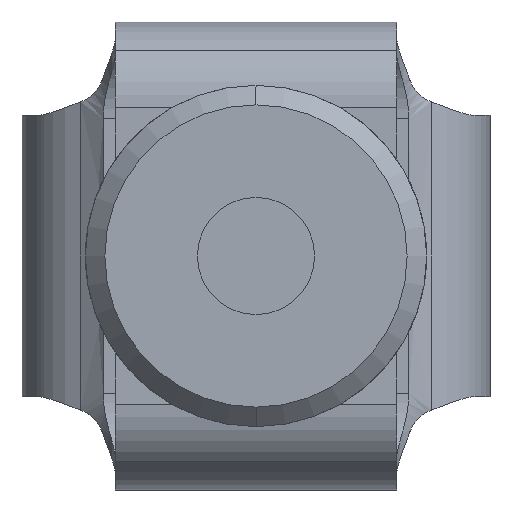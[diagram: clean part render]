
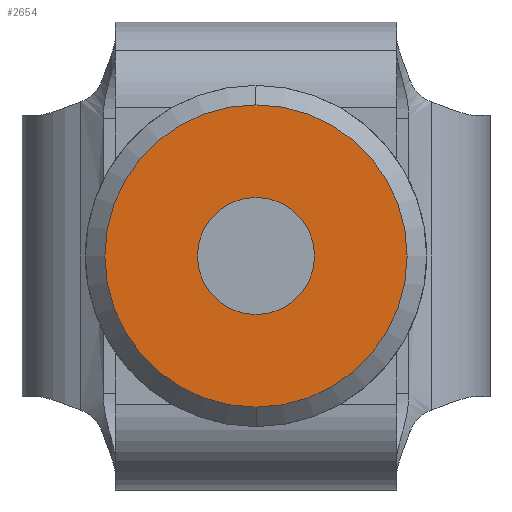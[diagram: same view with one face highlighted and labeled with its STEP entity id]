
A CAD part, front view. The second image highlights one B-rep face of the part: STEP entity #2654.
In plain terms, the highlighted planar face has unit normal (0, -1, 0).
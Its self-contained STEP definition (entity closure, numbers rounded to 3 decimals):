
#1059=CARTESIAN_POINT('',(0.,-15.,0.));
#1060=DIRECTION('',(0.,-1.,0.));
#1061=DIRECTION('',(0.,0.,-1.));
#1062=AXIS2_PLACEMENT_3D('',#1059,#1060,#1061);
#1073=CARTESIAN_POINT('',(0.,-15.,0.));
#1074=DIRECTION('',(0.,1.,0.));
#1075=DIRECTION('',(0.,0.,-1.));
#1076=AXIS2_PLACEMENT_3D('',#1073,#1074,#1075);
#1082=CARTESIAN_POINT('',(0.,-15.,0.));
#1083=DIRECTION('',(0.,-1.,0.));
#1084=DIRECTION('',(-1.,0.,0.));
#1085=AXIS2_PLACEMENT_3D('',#1082,#1083,#1084);
#1087=CARTESIAN_POINT('',(0.,-15.,0.));
#1088=DIRECTION('',(0.,-1.,0.));
#1089=DIRECTION('',(1.,0.,0.));
#1090=AXIS2_PLACEMENT_3D('',#1087,#1088,#1089);
#1406=CARTESIAN_POINT('',(0.,-15.,-7.75));
#1407=CARTESIAN_POINT('',(0.,-15.,7.75));
#1408=VERTEX_POINT('',#1406);
#1409=VERTEX_POINT('',#1407);
#1414=CARTESIAN_POINT('',(-3.,-15.,0.));
#1415=CARTESIAN_POINT('',(3.,-15.,0.));
#1416=VERTEX_POINT('',#1414);
#1417=VERTEX_POINT('',#1415);
#2639=CARTESIAN_POINT('',(0.,-15.,0.));
#2640=DIRECTION('',(0.,-1.,0.));
#2641=DIRECTION('',(0.,0.,1.));
#2642=AXIS2_PLACEMENT_3D('',#2639,#2640,#2641);
#2643=PLANE('',#2642);
#2644=ORIENTED_EDGE('',*,*,#2633,.T.);
#2645=ORIENTED_EDGE('',*,*,#2619,.F.);
#2646=EDGE_LOOP('',(#2644,#2645));
#2647=FACE_OUTER_BOUND('',#2646,.F.);
#2649=ORIENTED_EDGE('',*,*,#2648,.T.);
#2651=ORIENTED_EDGE('',*,*,#2650,.T.);
#2652=EDGE_LOOP('',(#2649,#2651));
#2653=FACE_BOUND('',#2652,.F.);
#1063=CIRCLE('',#1062,7.75);
#1077=CIRCLE('',#1076,7.75);
#1086=CIRCLE('',#1085,3.);
#1091=CIRCLE('',#1090,3.);
#2619=EDGE_CURVE('',#1408,#1409,#1063,.T.);
#2633=EDGE_CURVE('',#1408,#1409,#1077,.T.);
#2648=EDGE_CURVE('',#1416,#1417,#1086,.T.);
#2650=EDGE_CURVE('',#1417,#1416,#1091,.T.);
#2654=ADVANCED_FACE('',(#2647,#2653),#2643,.T.);
